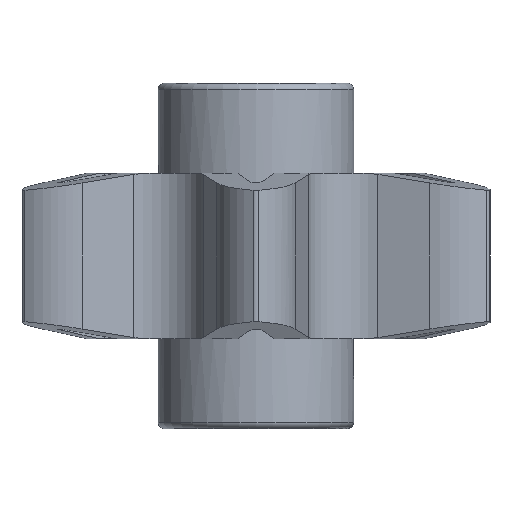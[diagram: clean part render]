
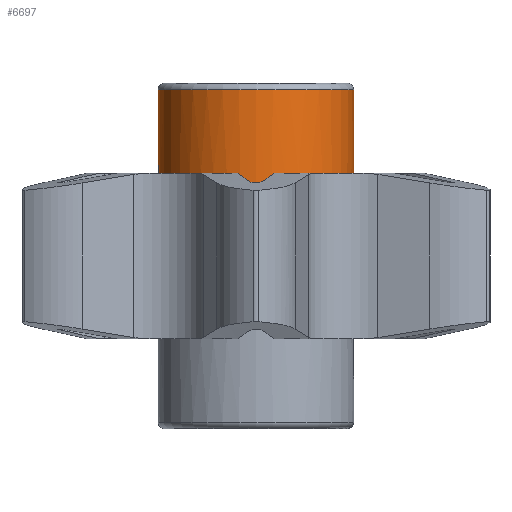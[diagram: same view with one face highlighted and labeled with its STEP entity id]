
A CAD part, front view. The second image highlights one B-rep face of the part: STEP entity #6697.
In plain terms, the highlighted cylindrical face has radius 4.5 mm (diameter 9 mm), a full revolution.
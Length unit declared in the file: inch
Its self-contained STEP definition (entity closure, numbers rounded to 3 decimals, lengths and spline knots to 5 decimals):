
#381=LINE('',#9903,#737);
#383=LINE('',#9912,#739);
#515=LINE('',#12085,#871);
#516=LINE('',#12090,#872);
#517=LINE('',#12094,#873);
#518=LINE('',#12096,#874);
#519=LINE('',#12101,#875);
#520=LINE('',#12106,#876);
#571=LINE('',#13202,#927);
#572=LINE('',#13207,#928);
#573=LINE('',#13209,#929);
#574=LINE('',#13212,#930);
#575=LINE('',#13215,#931);
#737=VECTOR('',#7790,0.09882);
#739=VECTOR('',#7798,0.09882);
#871=VECTOR('',#8488,0.09882);
#872=VECTOR('',#8495,0.09882);
#873=VECTOR('',#8502,0.09882);
#874=VECTOR('',#8505,0.09882);
#875=VECTOR('',#8512,0.09882);
#876=VECTOR('',#8519,0.09882);
#927=VECTOR('',#8854,0.09882);
#928=VECTOR('',#8863,0.09882);
#929=VECTOR('',#8866,0.17717);
#930=VECTOR('',#8869,0.09882);
#931=VECTOR('',#8874,0.09882);
#1181=CYLINDRICAL_SURFACE('',#7371,0.17717);
#1466=FACE_OUTER_BOUND('',#1860,.T.);
#1860=EDGE_LOOP('',(#5058,#5059,#5060,#5061,#5062,#5063,#5064,#5065,#5066,
#5067,#5068,#5069,#5070,#5071,#5072,#5073,#5074,#5075,#5076,#5077,#5078,
#5079,#5080,#5081,#5082,#5083,#5084,#5085));
#2130=CIRCLE('',#7021,0.17717);
#2192=CIRCLE('',#7130,0.17717);
#2193=CIRCLE('',#7131,0.17717);
#2231=CIRCLE('',#7210,0.17717);
#2234=CIRCLE('',#7216,0.17717);
#2235=CIRCLE('',#7220,0.17717);
#2265=CIRCLE('',#7281,0.17717);
#2314=CIRCLE('',#7365,0.17717);
#2316=CIRCLE('',#7369,0.17717);
#2317=CIRCLE('',#7372,0.17717);
#2318=CIRCLE('',#7373,0.17717);
#2319=CIRCLE('',#7374,0.17717);
#2320=CIRCLE('',#7375,0.17717);
#2321=CIRCLE('',#7376,0.17717);
#2528=VERTEX_POINT('',#9896);
#2531=VERTEX_POINT('',#9901);
#2532=VERTEX_POINT('',#9905);
#2535=VERTEX_POINT('',#9910);
#2637=VERTEX_POINT('',#11039);
#2638=VERTEX_POINT('',#11041);
#2685=VERTEX_POINT('',#11455);
#2689=VERTEX_POINT('',#11467);
#2690=VERTEX_POINT('',#11500);
#2693=VERTEX_POINT('',#11537);
#2696=VERTEX_POINT('',#11547);
#2698=VERTEX_POINT('',#11553);
#2722=VERTEX_POINT('',#11648);
#2723=VERTEX_POINT('',#11650);
#2724=VERTEX_POINT('',#11652);
#2783=VERTEX_POINT('',#12032);
#2787=VERTEX_POINT('',#12076);
#2789=VERTEX_POINT('',#12084);
#2790=VERTEX_POINT('',#12088);
#2791=VERTEX_POINT('',#12100);
#2792=VERTEX_POINT('',#12104);
#2793=VERTEX_POINT('',#12137);
#2796=VERTEX_POINT('',#12149);
#2838=VERTEX_POINT('',#12376);
#2910=VERTEX_POINT('',#13201);
#2911=VERTEX_POINT('',#13211);
#3126=EDGE_CURVE('',#2531,#2528,#381,.T.);
#3130=EDGE_CURVE('',#2535,#2532,#383,.T.);
#3248=EDGE_CURVE('',#2637,#2638,#2130,.T.);
#3384=EDGE_CURVE('',#2722,#2723,#2192,.T.);
#3385=EDGE_CURVE('',#2723,#2724,#2193,.T.);
#3495=EDGE_CURVE('',#2698,#2685,#2231,.T.);
#3496=EDGE_CURVE('',#2685,#2789,#515,.T.);
#3499=EDGE_CURVE('',#2790,#2689,#516,.T.);
#3500=EDGE_CURVE('',#2689,#2690,#2234,.T.);
#3501=EDGE_CURVE('',#2690,#2637,#517,.T.);
#3502=EDGE_CURVE('',#2724,#2693,#518,.T.);
#3503=EDGE_CURVE('',#2693,#2696,#2235,.T.);
#3504=EDGE_CURVE('',#2696,#2791,#519,.T.);
#3507=EDGE_CURVE('',#2792,#2698,#520,.T.);
#3583=EDGE_CURVE('',#2838,#2838,#2265,.T.);
#3694=EDGE_CURVE('',#2796,#2783,#2314,.T.);
#3695=EDGE_CURVE('',#2783,#2910,#571,.T.);
#3697=EDGE_CURVE('',#2532,#2787,#2316,.T.);
#3698=EDGE_CURVE('',#2787,#2722,#572,.T.);
#3699=EDGE_CURVE('',#2838,#2723,#573,.T.);
#3700=EDGE_CURVE('',#2910,#2535,#2317,.T.);
#3701=EDGE_CURVE('',#2911,#2796,#574,.T.);
#3702=EDGE_CURVE('',#2528,#2911,#2318,.T.);
#3703=EDGE_CURVE('',#2793,#2531,#2319,.T.);
#3704=EDGE_CURVE('',#2638,#2793,#575,.T.);
#3705=EDGE_CURVE('',#2789,#2790,#2320,.T.);
#3706=EDGE_CURVE('',#2791,#2792,#2321,.T.);
#5058=ORIENTED_EDGE('',*,*,#3583,.F.);
#5059=ORIENTED_EDGE('',*,*,#3699,.T.);
#5060=ORIENTED_EDGE('',*,*,#3384,.F.);
#5061=ORIENTED_EDGE('',*,*,#3698,.F.);
#5062=ORIENTED_EDGE('',*,*,#3697,.F.);
#5063=ORIENTED_EDGE('',*,*,#3130,.F.);
#5064=ORIENTED_EDGE('',*,*,#3700,.F.);
#5065=ORIENTED_EDGE('',*,*,#3695,.F.);
#5066=ORIENTED_EDGE('',*,*,#3694,.F.);
#5067=ORIENTED_EDGE('',*,*,#3701,.F.);
#5068=ORIENTED_EDGE('',*,*,#3702,.F.);
#5069=ORIENTED_EDGE('',*,*,#3126,.F.);
#5070=ORIENTED_EDGE('',*,*,#3703,.F.);
#5071=ORIENTED_EDGE('',*,*,#3704,.F.);
#5072=ORIENTED_EDGE('',*,*,#3248,.F.);
#5073=ORIENTED_EDGE('',*,*,#3501,.F.);
#5074=ORIENTED_EDGE('',*,*,#3500,.F.);
#5075=ORIENTED_EDGE('',*,*,#3499,.F.);
#5076=ORIENTED_EDGE('',*,*,#3705,.F.);
#5077=ORIENTED_EDGE('',*,*,#3496,.F.);
#5078=ORIENTED_EDGE('',*,*,#3495,.F.);
#5079=ORIENTED_EDGE('',*,*,#3507,.F.);
#5080=ORIENTED_EDGE('',*,*,#3706,.F.);
#5081=ORIENTED_EDGE('',*,*,#3504,.F.);
#5082=ORIENTED_EDGE('',*,*,#3503,.F.);
#5083=ORIENTED_EDGE('',*,*,#3502,.F.);
#5084=ORIENTED_EDGE('',*,*,#3385,.F.);
#5085=ORIENTED_EDGE('',*,*,#3699,.F.);
#6697=ADVANCED_FACE('',(#1466),#1181,.T.);
#7021=AXIS2_PLACEMENT_3D('',#11042,#8008,#8009);
#7130=AXIS2_PLACEMENT_3D('',#11651,#8280,#8281);
#7131=AXIS2_PLACEMENT_3D('',#11653,#8282,#8283);
#7210=AXIS2_PLACEMENT_3D('',#12082,#8484,#8485);
#7216=AXIS2_PLACEMENT_3D('',#12092,#8498,#8499);
#7220=AXIS2_PLACEMENT_3D('',#12098,#8508,#8509);
#7281=AXIS2_PLACEMENT_3D('',#12378,#8661,#8662);
#7365=AXIS2_PLACEMENT_3D('',#13199,#8850,#8851);
#7369=AXIS2_PLACEMENT_3D('',#13205,#8859,#8860);
#7371=AXIS2_PLACEMENT_3D('',#13208,#8864,#8865);
#7372=AXIS2_PLACEMENT_3D('',#13210,#8867,#8868);
#7373=AXIS2_PLACEMENT_3D('',#13213,#8870,#8871);
#7374=AXIS2_PLACEMENT_3D('',#13214,#8872,#8873);
#7375=AXIS2_PLACEMENT_3D('',#13216,#8875,#8876);
#7376=AXIS2_PLACEMENT_3D('',#13217,#8877,#8878);
#7790=DIRECTION('',(0.,0.,1.));
#7798=DIRECTION('',(0.,0.,-1.));
#8008=DIRECTION('center_axis',(0.,0.,-1.));
#8009=DIRECTION('ref_axis',(-1.,0.,0.));
#8280=DIRECTION('center_axis',(0.,0.,-1.));
#8281=DIRECTION('ref_axis',(-1.,0.,0.));
#8282=DIRECTION('center_axis',(0.,0.,-1.));
#8283=DIRECTION('ref_axis',(-1.,0.,0.));
#8484=DIRECTION('center_axis',(0.,0.,-1.));
#8485=DIRECTION('ref_axis',(-1.,0.,0.));
#8488=DIRECTION('',(0.,0.,1.));
#8495=DIRECTION('',(0.,0.,-1.));
#8498=DIRECTION('center_axis',(0.,0.,-1.));
#8499=DIRECTION('ref_axis',(-1.,0.,0.));
#8502=DIRECTION('',(0.,0.,1.));
#8505=DIRECTION('',(0.,0.,-1.));
#8508=DIRECTION('center_axis',(0.,0.,-1.));
#8509=DIRECTION('ref_axis',(-1.,0.,0.));
#8512=DIRECTION('',(0.,0.,1.));
#8519=DIRECTION('',(0.,0.,-1.));
#8661=DIRECTION('center_axis',(0.,0.,1.));
#8662=DIRECTION('ref_axis',(-1.,0.,0.));
#8850=DIRECTION('center_axis',(0.,0.,-1.));
#8851=DIRECTION('ref_axis',(-1.,0.,0.));
#8854=DIRECTION('',(0.,0.,1.));
#8859=DIRECTION('center_axis',(0.,0.,-1.));
#8860=DIRECTION('ref_axis',(-1.,0.,0.));
#8863=DIRECTION('',(0.,0.,1.));
#8864=DIRECTION('center_axis',(0.,0.,-1.));
#8865=DIRECTION('ref_axis',(-1.,0.,0.));
#8866=DIRECTION('',(0.,0.,-1.));
#8867=DIRECTION('center_axis',(0.,0.,-1.));
#8868=DIRECTION('ref_axis',(-1.,0.,0.));
#8869=DIRECTION('',(0.,0.,-1.));
#8870=DIRECTION('center_axis',(0.,0.,-1.));
#8871=DIRECTION('ref_axis',(-1.,0.,0.));
#8872=DIRECTION('center_axis',(0.,0.,-1.));
#8873=DIRECTION('ref_axis',(-1.,0.,0.));
#8874=DIRECTION('',(0.,0.,-1.));
#8875=DIRECTION('center_axis',(0.,0.,-1.));
#8876=DIRECTION('ref_axis',(-1.,0.,0.));
#8877=DIRECTION('center_axis',(0.,0.,-1.));
#8878=DIRECTION('ref_axis',(-1.,0.,0.));
#9896=CARTESIAN_POINT('',(-0.12,0.13034,0.15));
#9901=CARTESIAN_POINT('',(-0.12,0.13034,0.05118));
#9903=CARTESIAN_POINT('',(-0.12,0.13034,0.05118));
#9905=CARTESIAN_POINT('',(0.12,0.13034,0.05118));
#9910=CARTESIAN_POINT('',(0.12,0.13034,0.15));
#9912=CARTESIAN_POINT('',(0.12,0.13034,0.15));
#11039=CARTESIAN_POINT('',(-0.17287,-0.03875,0.15));
#11041=CARTESIAN_POINT('',(-0.17287,0.03875,0.15));
#11042=CARTESIAN_POINT('Origin',(0.,0.,0.15));
#11455=CARTESIAN_POINT('',(-0.05287,-0.16909,0.05118));
#11467=CARTESIAN_POINT('',(-0.12,-0.13034,0.05118));
#11500=CARTESIAN_POINT('',(-0.17287,-0.03875,0.05118));
#11537=CARTESIAN_POINT('',(0.17287,-0.03875,0.05118));
#11547=CARTESIAN_POINT('',(0.12,-0.13034,0.05118));
#11553=CARTESIAN_POINT('',(0.05287,-0.16909,0.05118));
#11648=CARTESIAN_POINT('',(0.17287,0.03875,0.15));
#11650=CARTESIAN_POINT('',(0.17717,0.,0.15));
#11651=CARTESIAN_POINT('Origin',(0.,0.,0.15));
#11652=CARTESIAN_POINT('',(0.17287,-0.03875,0.15));
#11653=CARTESIAN_POINT('Origin',(0.,0.,0.15));
#12032=CARTESIAN_POINT('',(0.05287,0.16909,0.05118));
#12076=CARTESIAN_POINT('',(0.17287,0.03875,0.05118));
#12082=CARTESIAN_POINT('Origin',(0.,0.,0.05118));
#12084=CARTESIAN_POINT('',(-0.05287,-0.16909,0.15));
#12085=CARTESIAN_POINT('',(-0.05287,-0.16909,0.05118));
#12088=CARTESIAN_POINT('',(-0.12,-0.13034,0.15));
#12090=CARTESIAN_POINT('',(-0.12,-0.13034,0.15));
#12092=CARTESIAN_POINT('Origin',(0.,0.,0.05118));
#12094=CARTESIAN_POINT('',(-0.17287,-0.03875,0.05118));
#12096=CARTESIAN_POINT('',(0.17287,-0.03875,0.15));
#12098=CARTESIAN_POINT('Origin',(0.,0.,0.05118));
#12100=CARTESIAN_POINT('',(0.12,-0.13034,0.15));
#12101=CARTESIAN_POINT('',(0.12,-0.13034,0.05118));
#12104=CARTESIAN_POINT('',(0.05287,-0.16909,0.15));
#12106=CARTESIAN_POINT('',(0.05287,-0.16909,0.15));
#12137=CARTESIAN_POINT('',(-0.17287,0.03875,0.05118));
#12149=CARTESIAN_POINT('',(-0.05287,0.16909,0.05118));
#12376=CARTESIAN_POINT('',(0.17717,0.,0.30069));
#12378=CARTESIAN_POINT('Origin',(0.,0.,0.30069));
#13199=CARTESIAN_POINT('Origin',(0.,0.,0.05118));
#13201=CARTESIAN_POINT('',(0.05287,0.16909,0.15));
#13202=CARTESIAN_POINT('',(0.05287,0.16909,0.05118));
#13205=CARTESIAN_POINT('Origin',(0.,0.,0.05118));
#13207=CARTESIAN_POINT('',(0.17287,0.03875,0.05118));
#13208=CARTESIAN_POINT('Origin',(0.,0.,0.3125));
#13209=CARTESIAN_POINT('',(0.17717,0.,0.3125));
#13210=CARTESIAN_POINT('Origin',(0.,0.,0.15));
#13211=CARTESIAN_POINT('',(-0.05287,0.16909,0.15));
#13212=CARTESIAN_POINT('',(-0.05287,0.16909,0.15));
#13213=CARTESIAN_POINT('Origin',(0.,0.,0.15));
#13214=CARTESIAN_POINT('Origin',(0.,0.,0.05118));
#13215=CARTESIAN_POINT('',(-0.17287,0.03875,0.15));
#13216=CARTESIAN_POINT('Origin',(0.,0.,0.15));
#13217=CARTESIAN_POINT('Origin',(0.,0.,0.15));
